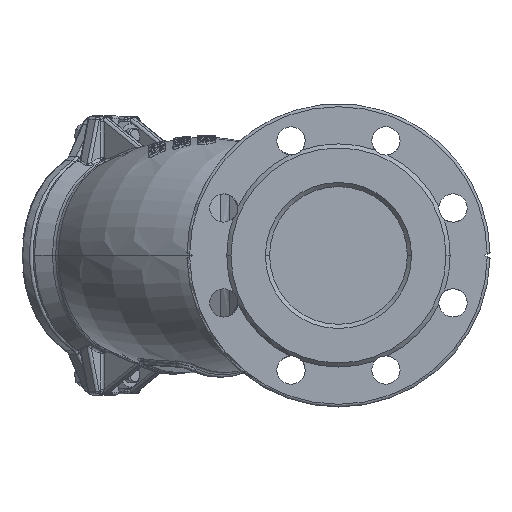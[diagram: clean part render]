
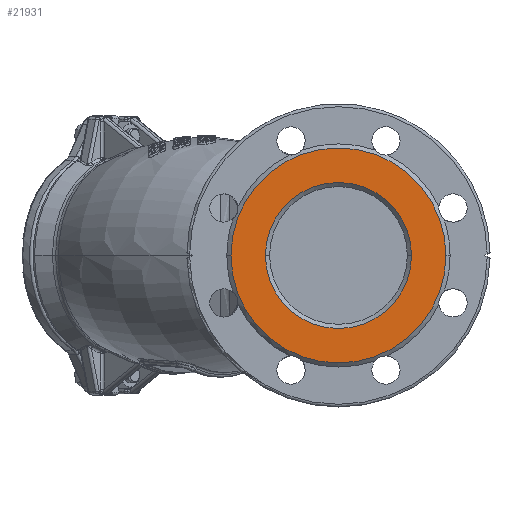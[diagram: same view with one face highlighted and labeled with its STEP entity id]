
A CAD part, left-side view. The second image highlights one B-rep face of the part: STEP entity #21931.
In plain terms, the highlighted planar face has unit normal (-1, 0, 0).
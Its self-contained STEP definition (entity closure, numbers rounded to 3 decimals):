
#113 = CARTESIAN_POINT ( 'NONE',  ( -152.5, 0., 0. ) ) ;
#114 = DIRECTION ( 'NONE',  ( 1., 0., 0. ) ) ;
#116 = DIRECTION ( 'NONE',  ( 0., 1., 0. ) ) ;
#224 = CARTESIAN_POINT ( 'NONE',  ( -152.5, 0., 0. ) ) ;
#225 = DIRECTION ( 'NONE',  ( 1., 0., 0. ) ) ;
#226 = DIRECTION ( 'NONE',  ( 0., 0., 1. ) ) ;
#658 = CARTESIAN_POINT ( 'NONE',  ( -152.5, 0., 0. ) ) ;
#659 = DIRECTION ( 'NONE',  ( 1., 0., 0. ) ) ;
#660 = DIRECTION ( 'NONE',  ( 0., 0., 1. ) ) ;
#669 = CARTESIAN_POINT ( 'NONE',  ( -152.5, 0., 0. ) ) ;
#670 = DIRECTION ( 'NONE',  ( 1., 0., 0. ) ) ;
#671 = DIRECTION ( 'NONE',  ( 0., 1., 0. ) ) ;
#1603 = FACE_BOUND ( 'NONE', #42246, .T. ) ;
#1605 = FACE_OUTER_BOUND ( 'NONE', #42256, .T. ) ;
#4431 = CIRCLE ( 'NONE', #15678, 78. ) ;
#4515 = CIRCLE ( 'NONE', #15701, 53. ) ;
#4994 = CIRCLE ( 'NONE', #15824, 53. ) ;
#5003 = CIRCLE ( 'NONE', #15831, 78. ) ;
#5365 = ORIENTED_EDGE ( 'NONE', *, *, #55534, .T. ) ;
#5371 = ORIENTED_EDGE ( 'NONE', *, *, #55665, .T. ) ;
#5375 = ORIENTED_EDGE ( 'NONE', *, *, #55513, .F. ) ;
#5378 = ORIENTED_EDGE ( 'NONE', *, *, #55668, .F. ) ;
#15678 = AXIS2_PLACEMENT_3D ( 'NONE', #113, #114, #116 ) ;
#15701 = AXIS2_PLACEMENT_3D ( 'NONE', #224, #225, #226 ) ;
#15824 = AXIS2_PLACEMENT_3D ( 'NONE', #658, #659, #660 ) ;
#15831 = AXIS2_PLACEMENT_3D ( 'NONE', #669, #670, #671 ) ;
#20723 = VERTEX_POINT ( 'NONE', #65971 ) ;
#20725 = VERTEX_POINT ( 'NONE', #65973 ) ;
#20822 = VERTEX_POINT ( 'NONE', #66060 ) ;
#21931 = ADVANCED_FACE ( 'NONE', ( #1603, #1605 ), #38118, .T. ) ;
#23517 = CARTESIAN_POINT ( 'NONE',  ( -152.5, -53., 0. ) ) ;
#38114 = DIRECTION ( 'NONE',  ( -1., 0., 0. ) ) ;
#38116 = CARTESIAN_POINT ( 'NONE',  ( -152.5, -57., -3.25 ) ) ;
#38118 = PLANE ( 'NONE',  #43401 ) ;
#38119 = DIRECTION ( 'NONE',  ( 0., 0., 1. ) ) ;
#41163 = VERTEX_POINT ( 'NONE', #23517 ) ;
#42246 = EDGE_LOOP ( 'NONE', ( #5365, #5371 ) ) ;
#42256 = EDGE_LOOP ( 'NONE', ( #5375, #5378 ) ) ;
#43401 = AXIS2_PLACEMENT_3D ( 'NONE', #38116, #38114, #38119 ) ;
#55513 = EDGE_CURVE ( 'NONE', #20723, #20725, #4431, .T. ) ;
#55534 = EDGE_CURVE ( 'NONE', #41163, #20822, #4515, .T. ) ;
#55665 = EDGE_CURVE ( 'NONE', #20822, #41163, #4994, .T. ) ;
#55668 = EDGE_CURVE ( 'NONE', #20725, #20723, #5003, .T. ) ;
#65971 = CARTESIAN_POINT ( 'NONE',  ( -152.5, 78., 0. ) ) ;
#65973 = CARTESIAN_POINT ( 'NONE',  ( -152.5, -78., 0. ) ) ;
#66060 = CARTESIAN_POINT ( 'NONE',  ( -152.5, 53., 0. ) ) ;
